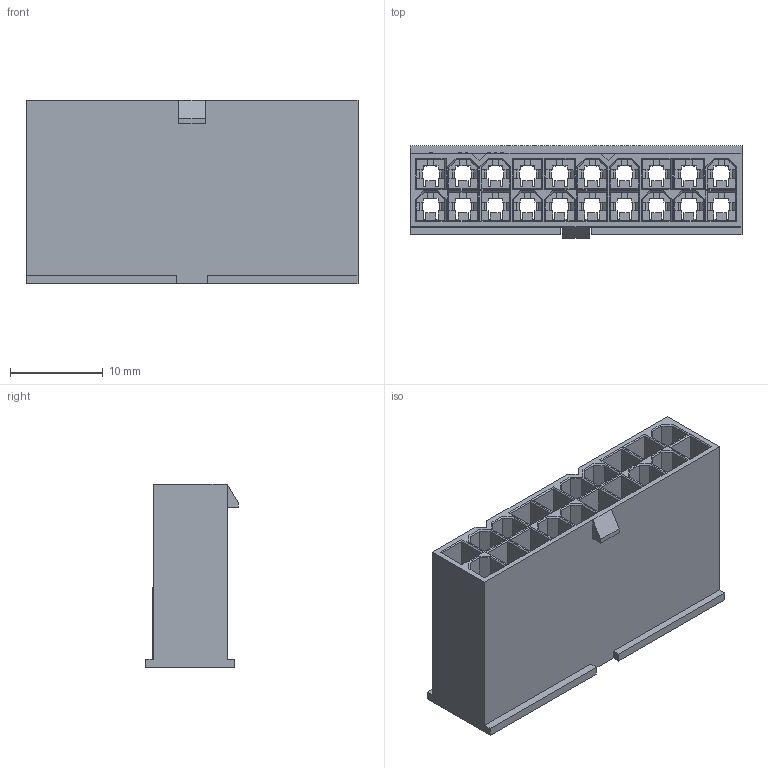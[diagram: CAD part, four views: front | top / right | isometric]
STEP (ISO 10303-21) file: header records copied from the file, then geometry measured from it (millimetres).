
FILE_DESCRIPTION( ('This file contains a STEP AP42 implementation' ,'as created by ZW3D STEP Interface translator.') ,'2;1' );
FILE_NAME( 'WF4202-2HK10W02.stp' ,'231031.113941', (''), ('ZWCAD Software Co.'), 'Version 1.0', 'ZW3D to STEP translator', '' );
FILE_SCHEMA(('AUTOMOTIVE_DESIGN { 1 0 10303 214 1 1 1 1 }'));
Length unit declared in the file: millimetre
Products named in the file (2): 0; WF4202-2HK10W02
Bounding box: 35.78 x 9.98 x 19.79 mm (x, y, z)
Volume: 2795.7 mm3; surface area: 6872.7 mm2
Topology: 1 solids, 1 shells, 1237 faces, 3403 edges, 2168 vertices
Faces by surface type: plane 1231, cylinder 6
Entity records: 39420 total; most frequent: CARTESIAN_POINT 6809, ORIENTED_EDGE 6806, DIRECTION 5891, EDGE_CURVE 3403, VECTOR 3391, LINE 3391, VERTEX_POINT 2168, EDGE_LOOP 1277
